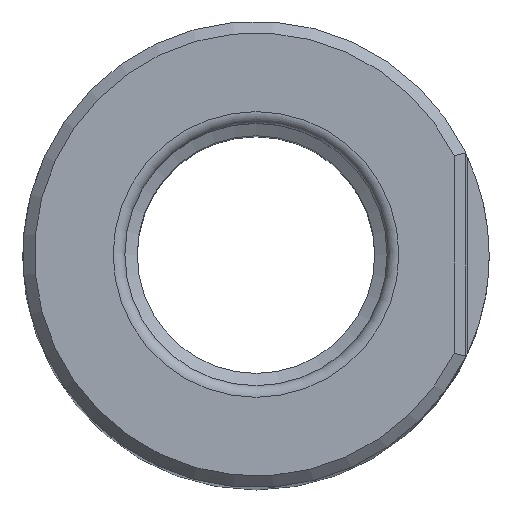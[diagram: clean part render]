
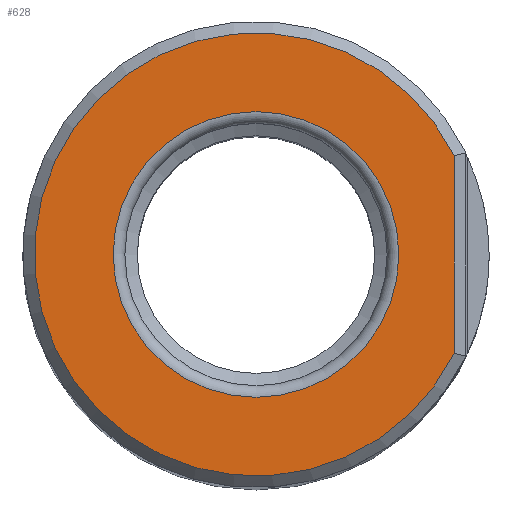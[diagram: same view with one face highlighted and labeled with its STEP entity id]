
A CAD part, top view. The second image highlights one B-rep face of the part: STEP entity #628.
In plain terms, the highlighted planar face has unit normal (0, 0, 1).
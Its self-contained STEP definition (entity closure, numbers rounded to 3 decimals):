
#21=LINE('',#916,#29);
#29=VECTOR('',#753,1000.);
#37=PLANE('',#673);
#88=ORIENTED_EDGE('',*,*,#180,.T.);
#89=ORIENTED_EDGE('',*,*,#176,.T.);
#90=ORIENTED_EDGE('',*,*,#181,.T.);
#176=EDGE_CURVE('',#221,#222,#255,.T.);
#180=EDGE_CURVE('',#225,#225,#257,.F.);
#181=EDGE_CURVE('',#222,#221,#21,.T.);
#221=VERTEX_POINT('',#900);
#222=VERTEX_POINT('',#901);
#225=VERTEX_POINT('',#915);
#255=CIRCLE('',#671,19.);
#257=CIRCLE('',#674,12.25);
#283=EDGE_LOOP('',(#88));
#284=EDGE_LOOP('',(#89,#90));
#338=FACE_BOUND('',#283,.T.);
#339=FACE_BOUND('',#284,.T.);
#628=ADVANCED_FACE('',(#338,#339),#37,.T.);
#671=AXIS2_PLACEMENT_3D('',#899,#745,#746);
#673=AXIS2_PLACEMENT_3D('',#913,#749,#750);
#674=AXIS2_PLACEMENT_3D('',#914,#751,#752);
#745=DIRECTION('',(0.,0.,1.));
#746=DIRECTION('',(1.,0.,0.));
#749=DIRECTION('',(0.,0.,1.));
#750=DIRECTION('',(1.,0.,0.));
#751=DIRECTION('',(0.,0.,1.));
#752=DIRECTION('',(1.,0.,0.));
#753=DIRECTION('',(0.,1.,0.));
#899=CARTESIAN_POINT('',(0.,0.,125.));
#900=CARTESIAN_POINT('',(17.,8.485,125.));
#901=CARTESIAN_POINT('',(17.,-8.485,125.));
#913=CARTESIAN_POINT('',(20.,0.,125.));
#914=CARTESIAN_POINT('',(0.,0.,125.));
#915=CARTESIAN_POINT('',(12.25,0.,125.));
#916=CARTESIAN_POINT('',(17.,0.,125.));
